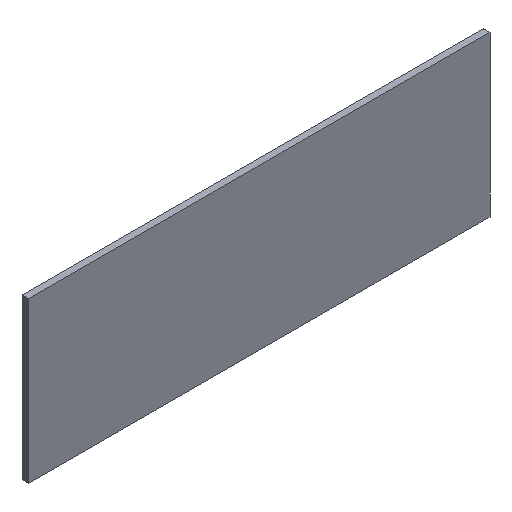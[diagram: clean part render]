
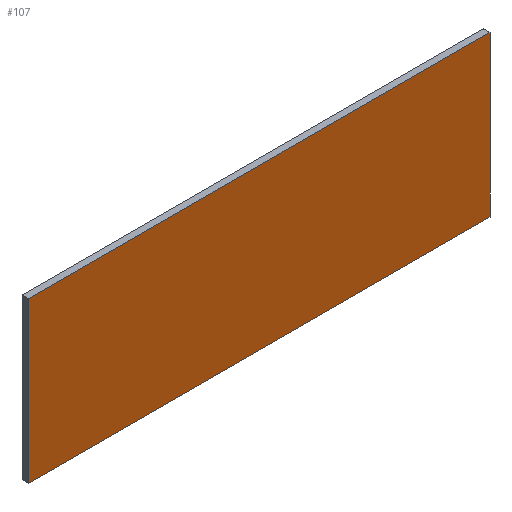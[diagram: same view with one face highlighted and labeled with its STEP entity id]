
A CAD part, isometric view. The second image highlights one B-rep face of the part: STEP entity #107.
In plain terms, the highlighted planar face has unit normal (0, -1, 0).
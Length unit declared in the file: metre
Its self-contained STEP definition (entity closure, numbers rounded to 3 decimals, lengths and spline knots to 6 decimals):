
#21=ORIENTED_EDGE('',*,*,#45,.F.);
#22=ORIENTED_EDGE('',*,*,#46,.F.);
#23=ORIENTED_EDGE('',*,*,#47,.T.);
#24=ORIENTED_EDGE('',*,*,#48,.T.);
#45=EDGE_CURVE('',#57,#58,#65,.T.);
#46=EDGE_CURVE('',#59,#57,#66,.T.);
#47=EDGE_CURVE('',#59,#60,#67,.T.);
#48=EDGE_CURVE('',#60,#58,#68,.T.);
#57=VERTEX_POINT('',#168);
#58=VERTEX_POINT('',#169);
#59=VERTEX_POINT('',#171);
#60=VERTEX_POINT('',#173);
#65=LINE('',#167,#77);
#66=LINE('',#170,#78);
#67=LINE('',#172,#79);
#68=LINE('',#174,#80);
#77=VECTOR('',#143,1.);
#78=VECTOR('',#144,1.);
#79=VECTOR('',#145,1.);
#80=VECTOR('',#146,1.);
#89=EDGE_LOOP('',(#21,#22,#23,#24));
#95=FACE_BOUND('',#89,.T.);
#101=PLANE('',#133);
#107=ADVANCED_FACE('',(#95),#101,.T.);
#133=AXIS2_PLACEMENT_3D('',#166,#141,#142);
#141=DIRECTION('',(0.,-1.,0.));
#142=DIRECTION('',(1.,0.,0.));
#143=DIRECTION('',(-1.,0.,0.));
#144=DIRECTION('',(0.,0.,-1.));
#145=DIRECTION('',(-1.,0.,0.));
#146=DIRECTION('',(0.,0.,-1.));
#166=CARTESIAN_POINT('',(0.010485,0.021118,0.0191));
#167=CARTESIAN_POINT('',(0.010485,0.021118,0.));
#168=CARTESIAN_POINT('',(0.038731,0.021118,0.));
#169=CARTESIAN_POINT('',(0.000946,0.021118,0.));
#170=CARTESIAN_POINT('',(0.038731,0.021118,0.0191));
#171=CARTESIAN_POINT('',(0.038731,0.021118,0.0131));
#172=CARTESIAN_POINT('',(0.010485,0.021118,0.0131));
#173=CARTESIAN_POINT('',(0.000946,0.021118,0.0131));
#174=CARTESIAN_POINT('',(0.000946,0.021118,0.0191));
